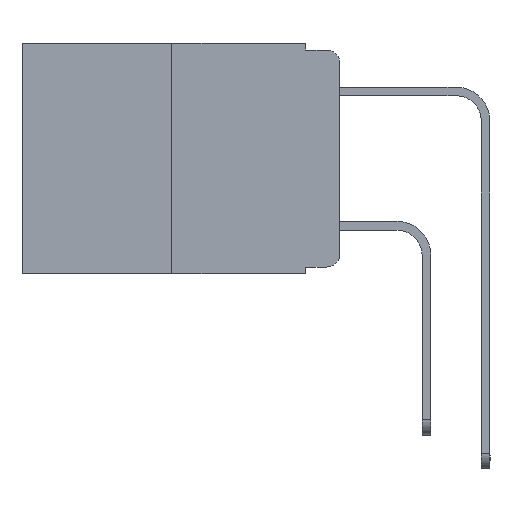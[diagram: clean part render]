
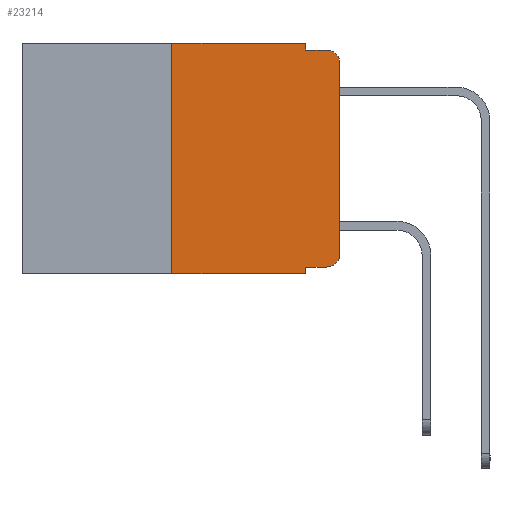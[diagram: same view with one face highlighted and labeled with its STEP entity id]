
A CAD part, left-side view. The second image highlights one B-rep face of the part: STEP entity #23214.
In plain terms, the highlighted planar face has unit normal (-1, 0, 0).
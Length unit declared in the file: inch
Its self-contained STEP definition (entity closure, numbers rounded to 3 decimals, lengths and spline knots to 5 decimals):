
#13 = ORIENTED_EDGE ( 'NONE', *, *, #12632, .F. ) ;
#1024 = ORIENTED_EDGE ( 'NONE', *, *, #8384, .F. ) ;
#1052 = VERTEX_POINT ( 'NONE', #6583 ) ;
#1380 = VECTOR ( 'NONE', #3484, 39.37008 ) ;
#1490 = VERTEX_POINT ( 'NONE', #2210 ) ;
#1756 = VECTOR ( 'NONE', #5860, 39.37008 ) ;
#2115 = EDGE_CURVE ( 'NONE', #13550, #6109, #16005, .T. ) ;
#2210 = CARTESIAN_POINT ( 'NONE',  ( 0., 0.25, 0. ) ) ;
#2416 = VECTOR ( 'NONE', #10989, 39.37008 ) ;
#2484 = VECTOR ( 'NONE', #11989, 39.37008 ) ;
#2709 = CARTESIAN_POINT ( 'NONE',  ( 0., 0.25, 0. ) ) ;
#2893 = DIRECTION ( 'NONE',  ( 0., 0., 1. ) ) ;
#3182 = VECTOR ( 'NONE', #22185, 39.37008 ) ;
#3484 = DIRECTION ( 'NONE',  ( 0., -1., 0. ) ) ;
#3579 = VECTOR ( 'NONE', #3720, 39.37008 ) ;
#3720 = DIRECTION ( 'NONE',  ( 0., 0., -1. ) ) ;
#3746 = ORIENTED_EDGE ( 'NONE', *, *, #22188, .T. ) ;
#4097 = CARTESIAN_POINT ( 'NONE',  ( 0., 0.473, -0.343 ) ) ;
#4229 = LINE ( 'NONE', #4097, #8921 ) ;
#4306 = VERTEX_POINT ( 'NONE', #22201 ) ;
#5333 = FACE_OUTER_BOUND ( 'NONE', #9333, .T. ) ;
#5467 = LINE ( 'NONE', #7524, #3579 ) ;
#5860 = DIRECTION ( 'NONE',  ( 0., -1., 0. ) ) ;
#5893 = CARTESIAN_POINT ( 'NONE',  ( 0., 0.02, -0.333 ) ) ;
#6109 = VERTEX_POINT ( 'NONE', #5893 ) ;
#6420 = CARTESIAN_POINT ( 'NONE',  ( 0., 0., -0.03 ) ) ;
#6583 = CARTESIAN_POINT ( 'NONE',  ( 0., 0.051, -0.01 ) ) ;
#7519 = CARTESIAN_POINT ( 'NONE',  ( 0., 0.051, -0.333 ) ) ;
#7524 = CARTESIAN_POINT ( 'NONE',  ( 0., 0.051, 0. ) ) ;
#8224 = AXIS2_PLACEMENT_3D ( 'NONE', #18935, #17275, #21419 ) ;
#8384 = EDGE_CURVE ( 'NONE', #1490, #12423, #26373, .T. ) ;
#8821 = LINE ( 'NONE', #2709, #2416 ) ;
#8921 = VECTOR ( 'NONE', #14320, 39.37008 ) ;
#9333 = EDGE_LOOP ( 'NONE', ( #21899, #10681, #15960, #19521, #1024, #13, #13499, #18547, #19545, #3746 ) ) ;
#9667 = CARTESIAN_POINT ( 'NONE',  ( 0., 0.051, 0. ) ) ;
#10681 = ORIENTED_EDGE ( 'NONE', *, *, #11181, .T. ) ;
#10989 = DIRECTION ( 'NONE',  ( 0., 0., 1. ) ) ;
#11052 = DIRECTION ( 'NONE',  ( 0., 0., -1. ) ) ;
#11181 = EDGE_CURVE ( 'NONE', #25665, #13909, #25703, .T. ) ;
#11333 = CARTESIAN_POINT ( 'NONE',  ( 0., 0., -0.313 ) ) ;
#11591 = LINE ( 'NONE', #13781, #25060 ) ;
#11698 = AXIS2_PLACEMENT_3D ( 'NONE', #12452, #20803, #19241 ) ;
#11989 = DIRECTION ( 'NONE',  ( 0., 0., -1. ) ) ;
#12423 = VERTEX_POINT ( 'NONE', #16884 ) ;
#12452 = CARTESIAN_POINT ( 'NONE',  ( 0., 0.02, -0.03 ) ) ;
#12632 = EDGE_CURVE ( 'NONE', #16813, #1490, #8821, .T. ) ;
#12664 = CARTESIAN_POINT ( 'NONE',  ( 0., 0.25, -0.343 ) ) ;
#13499 = ORIENTED_EDGE ( 'NONE', *, *, #19344, .T. ) ;
#13550 = VERTEX_POINT ( 'NONE', #7519 ) ;
#13653 = EDGE_CURVE ( 'NONE', #15025, #25665, #11591, .T. ) ;
#13781 = CARTESIAN_POINT ( 'NONE',  ( 0., 0., 0. ) ) ;
#13909 = VERTEX_POINT ( 'NONE', #21678 ) ;
#13918 = CARTESIAN_POINT ( 'NONE',  ( 0., 0.473, 0. ) ) ;
#14320 = DIRECTION ( 'NONE',  ( 0., -1., 0. ) ) ;
#15025 = VERTEX_POINT ( 'NONE', #11333 ) ;
#15960 = ORIENTED_EDGE ( 'NONE', *, *, #25035, .F. ) ;
#16005 = LINE ( 'NONE', #26823, #3182 ) ;
#16813 = VERTEX_POINT ( 'NONE', #12664 ) ;
#16884 = CARTESIAN_POINT ( 'NONE',  ( 0., 0.051, 0. ) ) ;
#17275 = DIRECTION ( 'NONE',  ( -1., 0., 0. ) ) ;
#17361 = CIRCLE ( 'NONE', #8224, 0.02 ) ;
#18547 = ORIENTED_EDGE ( 'NONE', *, *, #25488, .F. ) ;
#18935 = CARTESIAN_POINT ( 'NONE',  ( 0., 0.02, -0.313 ) ) ;
#19241 = DIRECTION ( 'NONE',  ( 0., 0., -1. ) ) ;
#19344 = EDGE_CURVE ( 'NONE', #16813, #4306, #4229, .T. ) ;
#19397 = DIRECTION ( 'NONE',  ( 1., 0., 0. ) ) ;
#19521 = ORIENTED_EDGE ( 'NONE', *, *, #20063, .F. ) ;
#19545 = ORIENTED_EDGE ( 'NONE', *, *, #2115, .T. ) ;
#20063 = EDGE_CURVE ( 'NONE', #12423, #1052, #24173, .T. ) ;
#20132 = CARTESIAN_POINT ( 'NONE',  ( 0., 0.051, -0.01 ) ) ;
#20803 = DIRECTION ( 'NONE',  ( -1., 0., 0. ) ) ;
#21419 = DIRECTION ( 'NONE',  ( 0., 0., -1. ) ) ;
#21678 = CARTESIAN_POINT ( 'NONE',  ( 0., 0.02, -0.01 ) ) ;
#21741 = PLANE ( 'NONE',  #26162 ) ;
#21899 = ORIENTED_EDGE ( 'NONE', *, *, #13653, .T. ) ;
#22185 = DIRECTION ( 'NONE',  ( 0., -1., 0. ) ) ;
#22188 = EDGE_CURVE ( 'NONE', #6109, #15025, #17361, .T. ) ;
#22201 = CARTESIAN_POINT ( 'NONE',  ( 0., 0.051, -0.343 ) ) ;
#23214 = ADVANCED_FACE ( 'NONE', ( #5333 ), #21741, .F. ) ;
#23788 = CARTESIAN_POINT ( 'NONE',  ( 0., 0.473, 0. ) ) ;
#24173 = LINE ( 'NONE', #9667, #2484 ) ;
#25035 = EDGE_CURVE ( 'NONE', #1052, #13909, #26298, .T. ) ;
#25060 = VECTOR ( 'NONE', #2893, 39.37008 ) ;
#25488 = EDGE_CURVE ( 'NONE', #13550, #4306, #5467, .T. ) ;
#25665 = VERTEX_POINT ( 'NONE', #6420 ) ;
#25703 = CIRCLE ( 'NONE', #11698, 0.02 ) ;
#26162 = AXIS2_PLACEMENT_3D ( 'NONE', #23788, #19397, #11052 ) ;
#26298 = LINE ( 'NONE', #20132, #1380 ) ;
#26373 = LINE ( 'NONE', #13918, #1756 ) ;
#26823 = CARTESIAN_POINT ( 'NONE',  ( 0., 0.051, -0.333 ) ) ;
